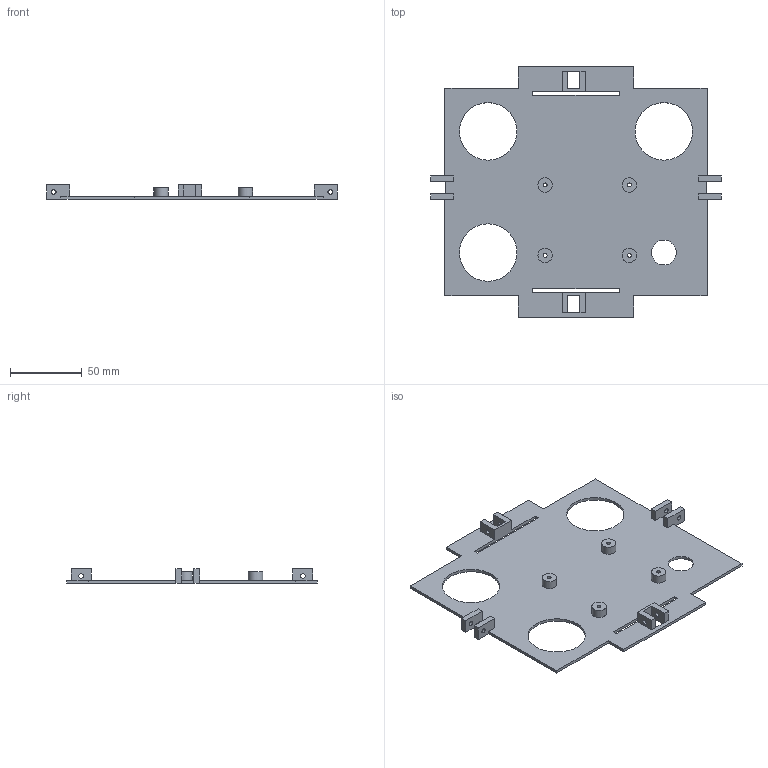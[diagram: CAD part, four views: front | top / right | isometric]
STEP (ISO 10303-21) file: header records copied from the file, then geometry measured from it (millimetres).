
FILE_DESCRIPTION(/* description */ (''),/* implementation_level */ '2;1');
FILE_NAME(/* name */ 'Display Back v9.step',/* time_stamp */ '2025-11-10T14:40:44-05:00',/* author */ (''),/* organization */ (''),/* preprocessor_version */ 'ST-DEVELOPER v20.1',/* originating_system */ 'Autodesk Translation Framework v14.21.0.0',/* authorisation */ '');
FILE_SCHEMA (('AUTOMOTIVE_DESIGN { 1 0 10303 214 3 1 1 }'));
Length unit declared in the file: millimetre
Products named in the file (1): Display Back
Bounding box: 202.2 x 174.2 x 10 mm (x, y, z)
Volume: 54048.7 mm3; surface area: 55456.6 mm2
Topology: 1 solids, 1 shells, 88 faces, 248 edges, 164 vertices
Faces by surface type: plane 68, cylinder 20
Full cylindrical faces by diameter (mm): 2.7 x4, 3.2 x8, 10 x4, 17.253 x1, 40 x3
Entity records: 2933 total; most frequent: CARTESIAN_POINT 501, ORIENTED_EDGE 496, DIRECTION 466, EDGE_CURVE 248, LINE 208, VECTOR 208, VERTEX_POINT 164, EDGE_LOOP 130
